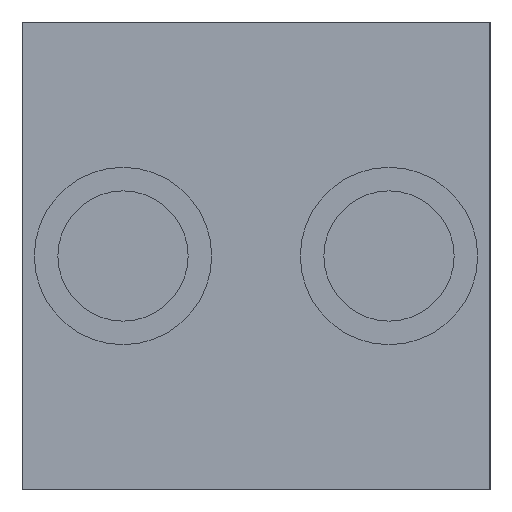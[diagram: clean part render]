
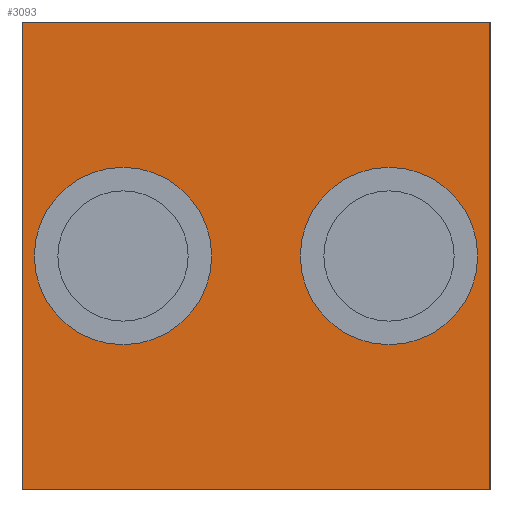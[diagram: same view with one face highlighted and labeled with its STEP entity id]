
A CAD part, left-side view. The second image highlights one B-rep face of the part: STEP entity #3093.
In plain terms, the highlighted planar face has unit normal (-1, 0, 0).
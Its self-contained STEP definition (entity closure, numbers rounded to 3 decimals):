
#1249 = VERTEX_POINT( '', #3692 );
#1761 = VERTEX_POINT( '', #4264 );
#1895 = VERTEX_POINT( '', #4413 );
#2029 = EDGE_CURVE( '', #1895, #1761, #4561, .T. );
#2105 = EDGE_CURVE( '', #3591, #2715, #4644, .T. );
#2159 = EDGE_CURVE( '', #2715, #3591, #4704, .T. );
#2343 = EDGE_CURVE( '', #3659, #1249, #4912, .T. );
#2533 = VERTEX_POINT( '', #5130 );
#2661 = EDGE_CURVE( '', #1249, #3659, #5269, .T. );
#2715 = VERTEX_POINT( '', #5330 );
#3093 = ADVANCED_FACE( '', ( #5761, #5762, #5763 ), #5764, .F. );
#3227 = EDGE_CURVE( '', #2533, #1895, #5915, .T. );
#3265 = EDGE_CURVE( '', #2533, #3331, #5954, .T. );
#3331 = VERTEX_POINT( '', #6027 );
#3343 = EDGE_CURVE( '', #1761, #3331, #6040, .T. );
#3591 = VERTEX_POINT( '', #6366 );
#3659 = VERTEX_POINT( '', #6462 );
#3692 = CARTESIAN_POINT( '', ( 1090., 56.5, 92.5 ) );
#4264 = CARTESIAN_POINT( '', ( 1090., 0., 45. ) );
#4413 = CARTESIAN_POINT( '', ( 1090., 0., 140. ) );
#4561 = LINE( '', #7601, #7602 );
#4644 = CIRCLE( '', #7709, 18. );
#4704 = CIRCLE( '', #7791, 18. );
#4912 = CIRCLE( '', #8061, 18. );
#5130 = CARTESIAN_POINT( '', ( 1090., 95., 140. ) );
#5269 = CIRCLE( '', #8520, 18. );
#5330 = CARTESIAN_POINT( '', ( 1090., 38.5, 92.5 ) );
#5761 = FACE_BOUND( '', #9139, .T. );
#5762 = FACE_BOUND( '', #9140, .T. );
#5763 = FACE_OUTER_BOUND( '', #9141, .T. );
#5764 = PLANE( '', #9142 );
#5915 = LINE( '', #9330, #9331 );
#5954 = LINE( '', #9385, #9386 );
#6027 = CARTESIAN_POINT( '', ( 1090., 95., 45. ) );
#6040 = LINE( '', #9506, #9507 );
#6366 = CARTESIAN_POINT( '', ( 1090., 2.5, 92.5 ) );
#6462 = CARTESIAN_POINT( '', ( 1090., 92.5, 92.5 ) );
#7601 = CARTESIAN_POINT( '', ( 1090., 0., 92.5 ) );
#7602 = VECTOR( '', #11080, 1. );
#7709 = AXIS2_PLACEMENT_3D( '', #11172, #11173, #11174 );
#7791 = AXIS2_PLACEMENT_3D( '', #11247, #11248, #11249 );
#8061 = AXIS2_PLACEMENT_3D( '', #11496, #11497, #11498 );
#8520 = AXIS2_PLACEMENT_3D( '', #11924, #11925, #11926 );
#9139 = EDGE_LOOP( '', ( #12559, #12560 ) );
#9140 = EDGE_LOOP( '', ( #12561, #12562 ) );
#9141 = EDGE_LOOP( '', ( #12563, #12564, #12565, #12566 ) );
#9142 = AXIS2_PLACEMENT_3D( '', #12567, #12568, #12569 );
#9330 = CARTESIAN_POINT( '', ( 1090., 47.5, 140. ) );
#9331 = VECTOR( '', #12754, 1. );
#9385 = CARTESIAN_POINT( '', ( 1090., 95., 92.5 ) );
#9386 = VECTOR( '', #12790, 1. );
#9506 = CARTESIAN_POINT( '', ( 1090., 47.5, 45. ) );
#9507 = VECTOR( '', #12910, 1. );
#11080 = DIRECTION( '', ( 0., 0., -1. ) );
#11172 = CARTESIAN_POINT( '', ( 1090., 20.5, 92.5 ) );
#11173 = DIRECTION( '', ( 1., 0., 0. ) );
#11174 = DIRECTION( '', ( 0., 1., 0. ) );
#11247 = CARTESIAN_POINT( '', ( 1090., 20.5, 92.5 ) );
#11248 = DIRECTION( '', ( 1., 0., 0. ) );
#11249 = DIRECTION( '', ( 0., 1., 0. ) );
#11496 = CARTESIAN_POINT( '', ( 1090., 74.5, 92.5 ) );
#11497 = DIRECTION( '', ( 1., 0., 0. ) );
#11498 = DIRECTION( '', ( 0., 1., 0. ) );
#11924 = CARTESIAN_POINT( '', ( 1090., 74.5, 92.5 ) );
#11925 = DIRECTION( '', ( 1., 0., 0. ) );
#11926 = DIRECTION( '', ( 0., 1., 0. ) );
#12559 = ORIENTED_EDGE( '', *, *, #2159, .T. );
#12560 = ORIENTED_EDGE( '', *, *, #2105, .T. );
#12561 = ORIENTED_EDGE( '', *, *, #2343, .T. );
#12562 = ORIENTED_EDGE( '', *, *, #2661, .T. );
#12563 = ORIENTED_EDGE( '', *, *, #3265, .T. );
#12564 = ORIENTED_EDGE( '', *, *, #3343, .F. );
#12565 = ORIENTED_EDGE( '', *, *, #2029, .F. );
#12566 = ORIENTED_EDGE( '', *, *, #3227, .F. );
#12567 = CARTESIAN_POINT( '', ( 1090., 47.5, 92.5 ) );
#12568 = DIRECTION( '', ( 1., 0., 0. ) );
#12569 = DIRECTION( '', ( 0., 0., -1. ) );
#12754 = DIRECTION( '', ( 0., -1., 0. ) );
#12790 = DIRECTION( '', ( 0., 0., -1. ) );
#12910 = DIRECTION( '', ( 0., 1., 0. ) );
